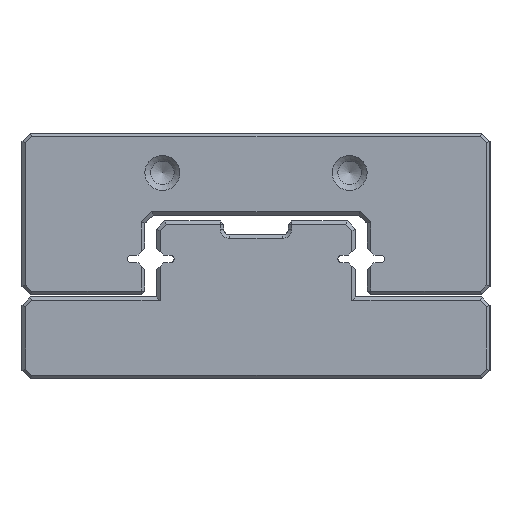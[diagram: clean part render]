
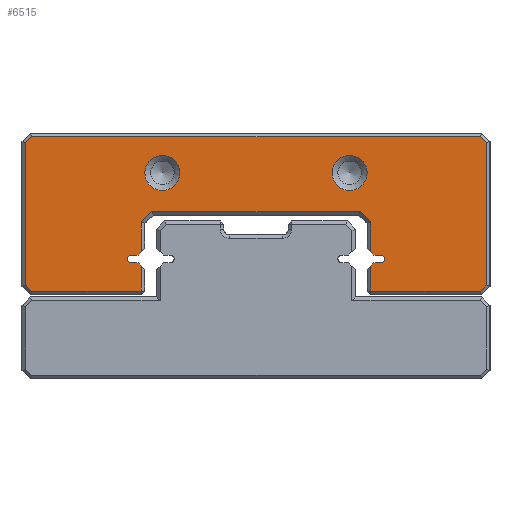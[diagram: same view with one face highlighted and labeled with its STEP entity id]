
A CAD part, left-side view. The second image highlights one B-rep face of the part: STEP entity #6515.
In plain terms, the highlighted planar face has unit normal (-1, 0, 0).
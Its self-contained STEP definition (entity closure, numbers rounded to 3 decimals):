
#5264=FACE_BOUND('',#10276,.T.);
#5265=FACE_BOUND('',#10277,.T.);
#5266=FACE_BOUND('',#10278,.T.);
#5936=CIRCLE('',#28876,0.333);
#5959=CIRCLE('',#28907,0.333);
#5963=CIRCLE('',#28917,1.5);
#5964=CIRCLE('',#28918,1.5);
#6515=ADVANCED_FACE('',(#5264,#5265,#5266),#7843,.T.);
#7843=PLANE('',#28919);
#10276=EDGE_LOOP('',(#13625,#13626,#13627,#13628,#13629,#13630,#13631,#13632,
#13633,#13634,#13635,#13636,#13637,#13638,#13639,#13640,#13641,#13642,#13643,
#13644,#13645,#13646,#13647,#13648,#13649,#13650));
#10277=EDGE_LOOP('',(#13651));
#10278=EDGE_LOOP('',(#13652));
#13625=ORIENTED_EDGE('',*,*,#21515,.F.);
#13626=ORIENTED_EDGE('',*,*,#21556,.T.);
#13627=ORIENTED_EDGE('',*,*,#21557,.T.);
#13628=ORIENTED_EDGE('',*,*,#21558,.T.);
#13629=ORIENTED_EDGE('',*,*,#21559,.T.);
#13630=ORIENTED_EDGE('',*,*,#21560,.T.);
#13631=ORIENTED_EDGE('',*,*,#21460,.F.);
#13632=ORIENTED_EDGE('',*,*,#21454,.F.);
#13633=ORIENTED_EDGE('',*,*,#21451,.F.);
#13634=ORIENTED_EDGE('',*,*,#21448,.F.);
#13635=ORIENTED_EDGE('',*,*,#21446,.F.);
#13636=ORIENTED_EDGE('',*,*,#21561,.T.);
#13637=ORIENTED_EDGE('',*,*,#21562,.T.);
#13638=ORIENTED_EDGE('',*,*,#21563,.T.);
#13639=ORIENTED_EDGE('',*,*,#21564,.T.);
#13640=ORIENTED_EDGE('',*,*,#21565,.T.);
#13641=ORIENTED_EDGE('',*,*,#21566,.T.);
#13642=ORIENTED_EDGE('',*,*,#21567,.T.);
#13643=ORIENTED_EDGE('',*,*,#21568,.T.);
#13644=ORIENTED_EDGE('',*,*,#21569,.T.);
#13645=ORIENTED_EDGE('',*,*,#21570,.T.);
#13646=ORIENTED_EDGE('',*,*,#21571,.T.);
#13647=ORIENTED_EDGE('',*,*,#21529,.F.);
#13648=ORIENTED_EDGE('',*,*,#21523,.F.);
#13649=ORIENTED_EDGE('',*,*,#21520,.F.);
#13650=ORIENTED_EDGE('',*,*,#21517,.F.);
#13651=ORIENTED_EDGE('',*,*,#21572,.T.);
#13652=ORIENTED_EDGE('',*,*,#21573,.T.);
#19004=VERTEX_POINT('',#38868);
#19005=VERTEX_POINT('',#38870);
#19006=VERTEX_POINT('',#38874);
#19008=VERTEX_POINT('',#38880);
#19010=VERTEX_POINT('',#38886);
#19015=VERTEX_POINT('',#38898);
#19067=VERTEX_POINT('',#39008);
#19068=VERTEX_POINT('',#39010);
#19069=VERTEX_POINT('',#39014);
#19071=VERTEX_POINT('',#39020);
#19073=VERTEX_POINT('',#39026);
#19078=VERTEX_POINT('',#39038);
#19101=VERTEX_POINT('',#39092);
#19102=VERTEX_POINT('',#39094);
#19103=VERTEX_POINT('',#39096);
#19104=VERTEX_POINT('',#39098);
#19105=VERTEX_POINT('',#39101);
#19106=VERTEX_POINT('',#39103);
#19107=VERTEX_POINT('',#39105);
#19108=VERTEX_POINT('',#39107);
#19109=VERTEX_POINT('',#39109);
#19110=VERTEX_POINT('',#39111);
#19111=VERTEX_POINT('',#39113);
#19112=VERTEX_POINT('',#39115);
#19113=VERTEX_POINT('',#39117);
#19114=VERTEX_POINT('',#39119);
#19115=VERTEX_POINT('',#39122);
#19116=VERTEX_POINT('',#39124);
#21446=EDGE_CURVE('',#19004,#19005,#24292,.T.);
#21448=EDGE_CURVE('',#19005,#19006,#24294,.T.);
#21451=EDGE_CURVE('',#19006,#19008,#5936,.T.);
#21454=EDGE_CURVE('',#19008,#19010,#24298,.T.);
#21460=EDGE_CURVE('',#19010,#19015,#24304,.T.);
#21515=EDGE_CURVE('',#19067,#19068,#24338,.T.);
#21517=EDGE_CURVE('',#19068,#19069,#24340,.T.);
#21520=EDGE_CURVE('',#19069,#19071,#5959,.T.);
#21523=EDGE_CURVE('',#19071,#19073,#24344,.T.);
#21529=EDGE_CURVE('',#19073,#19078,#24350,.T.);
#21556=EDGE_CURVE('',#19067,#19101,#24375,.T.);
#21557=EDGE_CURVE('',#19101,#19102,#24376,.T.);
#21558=EDGE_CURVE('',#19102,#19103,#24377,.T.);
#21559=EDGE_CURVE('',#19103,#19104,#24378,.T.);
#21560=EDGE_CURVE('',#19104,#19015,#24379,.T.);
#21561=EDGE_CURVE('',#19004,#19105,#24380,.T.);
#21562=EDGE_CURVE('',#19105,#19106,#24381,.T.);
#21563=EDGE_CURVE('',#19106,#19107,#24382,.T.);
#21564=EDGE_CURVE('',#19107,#19108,#24383,.T.);
#21565=EDGE_CURVE('',#19108,#19109,#24384,.T.);
#21566=EDGE_CURVE('',#19109,#19110,#24385,.T.);
#21567=EDGE_CURVE('',#19110,#19111,#24386,.T.);
#21568=EDGE_CURVE('',#19111,#19112,#24387,.T.);
#21569=EDGE_CURVE('',#19112,#19113,#24388,.T.);
#21570=EDGE_CURVE('',#19113,#19114,#24389,.T.);
#21571=EDGE_CURVE('',#19114,#19078,#24390,.T.);
#21572=EDGE_CURVE('',#19115,#19115,#5963,.T.);
#21573=EDGE_CURVE('',#19116,#19116,#5964,.T.);
#24292=LINE('',#38869,#26724);
#24294=LINE('',#38873,#26726);
#24298=LINE('',#38885,#26730);
#24304=LINE('',#38897,#26736);
#24338=LINE('',#39009,#26770);
#24340=LINE('',#39013,#26772);
#24344=LINE('',#39025,#26776);
#24350=LINE('',#39037,#26782);
#24375=LINE('',#39091,#26807);
#24376=LINE('',#39093,#26808);
#24377=LINE('',#39095,#26809);
#24378=LINE('',#39097,#26810);
#24379=LINE('',#39099,#26811);
#24380=LINE('',#39100,#26812);
#24381=LINE('',#39102,#26813);
#24382=LINE('',#39104,#26814);
#24383=LINE('',#39106,#26815);
#24384=LINE('',#39108,#26816);
#24385=LINE('',#39110,#26817);
#24386=LINE('',#39112,#26818);
#24387=LINE('',#39114,#26819);
#24388=LINE('',#39116,#26820);
#24389=LINE('',#39118,#26821);
#24390=LINE('',#39120,#26822);
#26724=VECTOR('',#32012,1.);
#26726=VECTOR('',#32016,1.);
#26730=VECTOR('',#32028,1.);
#26736=VECTOR('',#32036,1.);
#26770=VECTOR('',#32120,1.);
#26772=VECTOR('',#32124,1.);
#26776=VECTOR('',#32136,1.);
#26782=VECTOR('',#32144,1.);
#26807=VECTOR('',#32181,1.);
#26808=VECTOR('',#32182,1.);
#26809=VECTOR('',#32183,1.);
#26810=VECTOR('',#32184,1.);
#26811=VECTOR('',#32185,1.);
#26812=VECTOR('',#32186,1.);
#26813=VECTOR('',#32187,1.);
#26814=VECTOR('',#32188,1.);
#26815=VECTOR('',#32189,1.);
#26816=VECTOR('',#32190,1.);
#26817=VECTOR('',#32191,1.);
#26818=VECTOR('',#32192,1.);
#26819=VECTOR('',#32193,1.);
#26820=VECTOR('',#32194,1.);
#26821=VECTOR('',#32195,1.);
#26822=VECTOR('',#32196,1.);
#28876=AXIS2_PLACEMENT_3D('',#38879,#32021,#32022);
#28907=AXIS2_PLACEMENT_3D('',#39019,#32129,#32130);
#28917=AXIS2_PLACEMENT_3D('',#39121,#32197,#32198);
#28918=AXIS2_PLACEMENT_3D('',#39123,#32199,#32200);
#28919=AXIS2_PLACEMENT_3D('',#39125,#32201,#32202);
#32012=DIRECTION('',(0.,-0.707,0.707));
#32016=DIRECTION('',(0.,-1.,0.));
#32021=DIRECTION('',(-1.,0.,0.));
#32022=DIRECTION('',(0.,0.,-1.));
#32028=DIRECTION('',(0.,1.,0.));
#32036=DIRECTION('',(0.,0.707,0.707));
#32120=DIRECTION('',(0.,0.707,-0.707));
#32124=DIRECTION('',(0.,1.,0.));
#32129=DIRECTION('',(-1.,0.,0.));
#32130=DIRECTION('',(0.,0.,1.));
#32136=DIRECTION('',(0.,-1.,0.));
#32144=DIRECTION('',(0.,-0.707,-0.707));
#32181=DIRECTION('',(0.,0.,1.));
#32182=DIRECTION('',(0.,-0.707,0.707));
#32183=DIRECTION('',(0.,-1.,0.));
#32184=DIRECTION('',(0.,-0.707,-0.707));
#32185=DIRECTION('',(0.,0.,-1.));
#32186=DIRECTION('',(0.,0.,-1.));
#32187=DIRECTION('',(0.,-1.,0.));
#32188=DIRECTION('',(0.,-0.707,0.707));
#32189=DIRECTION('',(0.,0.,1.));
#32190=DIRECTION('',(0.,0.707,0.707));
#32191=DIRECTION('',(0.,1.,0.));
#32192=DIRECTION('',(0.,0.707,-0.707));
#32193=DIRECTION('',(0.,0.,-1.));
#32194=DIRECTION('',(0.,-0.707,-0.707));
#32195=DIRECTION('',(0.,-1.,0.));
#32196=DIRECTION('',(0.,0.,1.));
#32197=DIRECTION('',(1.,0.,0.));
#32198=DIRECTION('',(0.,0.,-1.));
#32199=DIRECTION('',(1.,0.,0.));
#32200=DIRECTION('',(0.,0.,-1.));
#32201=DIRECTION('',(-1.,0.,0.));
#32202=DIRECTION('',(0.,0.,1.));
#38868=CARTESIAN_POINT('',(80.,10.2,9.636));
#38869=CARTESIAN_POINT('',(80.,10.5,9.336));
#38870=CARTESIAN_POINT('',(80.,9.919,9.917));
#38873=CARTESIAN_POINT('',(80.,9.919,9.917));
#38874=CARTESIAN_POINT('',(80.,9.333,9.917));
#38879=CARTESIAN_POINT('',(80.,9.333,10.25));
#38880=CARTESIAN_POINT('',(80.,9.333,10.583));
#38885=CARTESIAN_POINT('',(80.,9.333,10.583));
#38886=CARTESIAN_POINT('',(80.,9.919,10.583));
#38897=CARTESIAN_POINT('',(80.,9.919,10.583));
#38898=CARTESIAN_POINT('',(80.,10.2,10.864));
#39008=CARTESIAN_POINT('',(80.,29.8,10.864));
#39009=CARTESIAN_POINT('',(80.,29.5,11.164));
#39010=CARTESIAN_POINT('',(80.,30.081,10.583));
#39013=CARTESIAN_POINT('',(80.,30.081,10.583));
#39014=CARTESIAN_POINT('',(80.,30.667,10.583));
#39019=CARTESIAN_POINT('',(80.,30.667,10.25));
#39020=CARTESIAN_POINT('',(80.,30.667,9.917));
#39025=CARTESIAN_POINT('',(80.,30.667,9.917));
#39026=CARTESIAN_POINT('',(80.,30.081,9.917));
#39037=CARTESIAN_POINT('',(80.,30.081,9.917));
#39038=CARTESIAN_POINT('',(80.,29.8,9.636));
#39091=CARTESIAN_POINT('',(80.,29.8,13.3));
#39092=CARTESIAN_POINT('',(80.,29.8,13.424));
#39093=CARTESIAN_POINT('',(80.,29.012,14.212));
#39094=CARTESIAN_POINT('',(80.,28.924,14.3));
#39095=CARTESIAN_POINT('',(80.,11.2,14.3));
#39096=CARTESIAN_POINT('',(80.,11.076,14.3));
#39097=CARTESIAN_POINT('',(80.,10.288,13.512));
#39098=CARTESIAN_POINT('',(80.,10.2,13.424));
#39099=CARTESIAN_POINT('',(80.,10.2,11.164));
#39100=CARTESIAN_POINT('',(80.,10.2,7.2));
#39101=CARTESIAN_POINT('',(80.,10.2,7.5));
#39102=CARTESIAN_POINT('',(80.,0.7,7.5));
#39103=CARTESIAN_POINT('',(80.,0.824,7.5));
#39104=CARTESIAN_POINT('',(80.,3.704,4.62));
#39105=CARTESIAN_POINT('',(80.,0.3,8.024));
#39106=CARTESIAN_POINT('',(80.,0.3,20.3));
#39107=CARTESIAN_POINT('',(80.,0.3,20.176));
#39108=CARTESIAN_POINT('',(80.,-0.146,19.73));
#39109=CARTESIAN_POINT('',(80.,0.824,20.7));
#39110=CARTESIAN_POINT('',(80.,39.3,20.7));
#39111=CARTESIAN_POINT('',(80.,39.176,20.7));
#39112=CARTESIAN_POINT('',(80.,29.48,30.396));
#39113=CARTESIAN_POINT('',(80.,39.7,20.176));
#39114=CARTESIAN_POINT('',(80.,39.7,7.9));
#39115=CARTESIAN_POINT('',(80.,39.7,8.024));
#39116=CARTESIAN_POINT('',(80.,25.63,-6.046));
#39117=CARTESIAN_POINT('',(80.,39.176,7.5));
#39118=CARTESIAN_POINT('',(80.,29.5,7.5));
#39119=CARTESIAN_POINT('',(80.,29.8,7.5));
#39120=CARTESIAN_POINT('',(80.,29.8,9.336));
#39121=CARTESIAN_POINT('',(80.,12.,17.6));
#39122=CARTESIAN_POINT('',(80.,12.,16.1));
#39123=CARTESIAN_POINT('',(80.,28.,17.6));
#39124=CARTESIAN_POINT('',(80.,28.,16.1));
#39125=CARTESIAN_POINT('',(80.,9.333,10.25));
